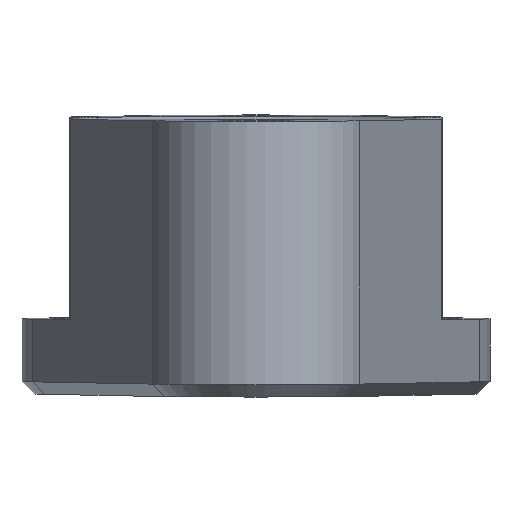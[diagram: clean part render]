
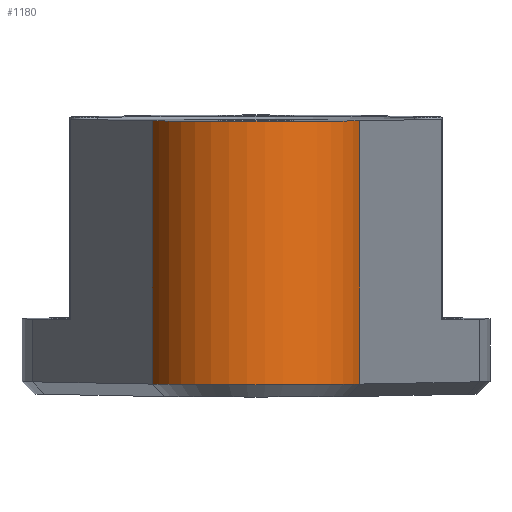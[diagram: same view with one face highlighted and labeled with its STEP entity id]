
A CAD part, left-side view. The second image highlights one B-rep face of the part: STEP entity #1180.
In plain terms, the highlighted cylindrical face has radius 6.5 mm (diameter 13 mm), a partial arc.
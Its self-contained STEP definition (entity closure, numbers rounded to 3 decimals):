
#34=CYLINDRICAL_SURFACE('',#1322,6.5);
#128=FACE_OUTER_BOUND('',#202,.T.);
#202=EDGE_LOOP('',(#1082,#1083,#1084,#1085));
#293=LINE('',#2011,#395);
#305=LINE('',#2043,#407);
#395=VECTOR('',#1637,10.);
#407=VECTOR('',#1679,10.);
#416=CIRCLE('',#1206,6.5);
#458=CIRCLE('',#1285,6.5);
#483=VERTEX_POINT('',#1708);
#484=VERTEX_POINT('',#1710);
#558=VERTEX_POINT('',#1954);
#559=VERTEX_POINT('',#1958);
#588=EDGE_CURVE('',#483,#484,#416,.T.);
#703=EDGE_CURVE('',#558,#559,#458,.T.);
#730=EDGE_CURVE('',#559,#483,#293,.T.);
#747=EDGE_CURVE('',#558,#484,#305,.T.);
#1082=ORIENTED_EDGE('',*,*,#703,.F.);
#1083=ORIENTED_EDGE('',*,*,#747,.T.);
#1084=ORIENTED_EDGE('',*,*,#588,.F.);
#1085=ORIENTED_EDGE('',*,*,#730,.F.);
#1180=ADVANCED_FACE('',(#128),#34,.T.);
#1206=AXIS2_PLACEMENT_3D('',#1711,#1349,#1350);
#1285=AXIS2_PLACEMENT_3D('',#1959,#1575,#1576);
#1322=AXIS2_PLACEMENT_3D('',#2044,#1680,#1681);
#1349=DIRECTION('center_axis',(-0.006,0.,
1.));
#1350=DIRECTION('ref_axis',(-0.3,0.954,-0.002));
#1575=DIRECTION('center_axis',(0.006,0.,
-1.));
#1576=DIRECTION('ref_axis',(-0.3,0.954,-0.002));
#1637=DIRECTION('',(-0.006,0.,1.));
#1679=DIRECTION('',(-0.006,0.,1.));
#1680=DIRECTION('center_axis',(-0.006,0.,1.));
#1681=DIRECTION('ref_axis',(-0.3,0.954,-0.002));
#1708=CARTESIAN_POINT('',(-37.986,351.944,149.28));
#1710=CARTESIAN_POINT('',(-37.986,339.542,149.28));
#1711=CARTESIAN_POINT('Origin',(-36.036,345.743,149.292));
#1954=CARTESIAN_POINT('',(-37.892,339.542,133.53));
#1958=CARTESIAN_POINT('',(-37.892,351.944,133.53));
#1959=CARTESIAN_POINT('Origin',(-35.942,345.743,133.542));
#2011=CARTESIAN_POINT('',(-37.887,351.944,132.78));
#2043=CARTESIAN_POINT('',(-37.887,339.542,132.78));
#2044=CARTESIAN_POINT('Origin',(-35.937,345.743,132.792));
